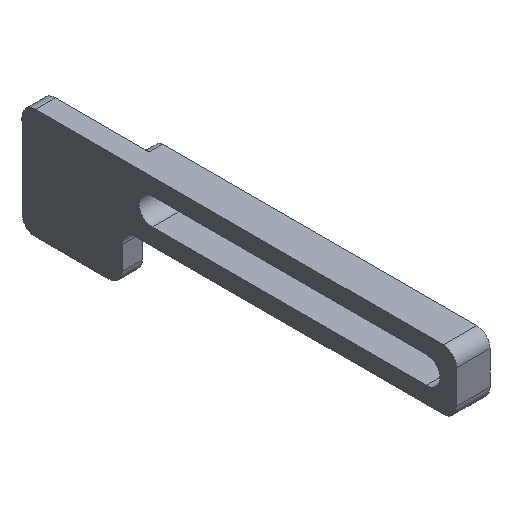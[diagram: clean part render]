
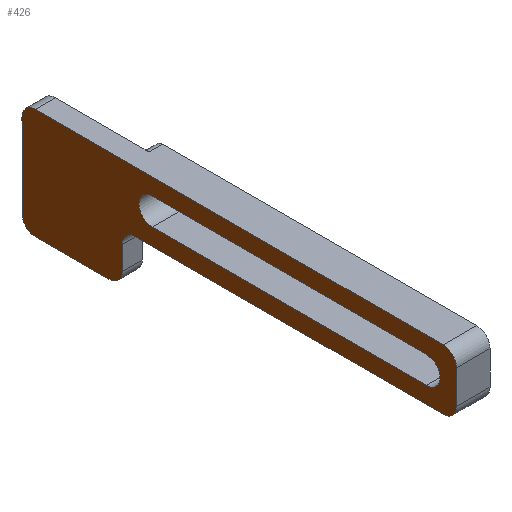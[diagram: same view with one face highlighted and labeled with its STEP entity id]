
A CAD part, isometric view. The second image highlights one B-rep face of the part: STEP entity #426.
In plain terms, the highlighted planar face has unit normal (-1, 0, 0).
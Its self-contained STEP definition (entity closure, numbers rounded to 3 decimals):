
#16=FACE_BOUND('',#74,.T.);
#28=PLANE('',#482);
#50=FACE_OUTER_BOUND('',#73,.T.);
#73=EDGE_LOOP('',(#379,#380,#381,#382,#383,#384,#385,#386,#387,#388,#389,
#390));
#74=EDGE_LOOP('',(#391,#392,#393,#394));
#81=LINE('',#628,#121);
#86=LINE('',#643,#126);
#97=LINE('',#683,#137);
#104=LINE('',#703,#144);
#108=LINE('',#714,#148);
#111=LINE('',#722,#151);
#113=LINE('',#728,#153);
#114=LINE('',#730,#154);
#121=VECTOR('',#499,10.);
#126=VECTOR('',#512,10.);
#137=VECTOR('',#553,10.);
#144=VECTOR('',#572,10.);
#148=VECTOR('',#586,10.);
#151=VECTOR('',#595,10.);
#153=VECTOR('',#603,10.);
#154=VECTOR('',#606,10.);
#156=CIRCLE('',#443,2.);
#158=CIRCLE('',#447,2.);
#166=CIRCLE('',#461,2.);
#170=CIRCLE('',#468,2.);
#171=CIRCLE('',#471,2.);
#172=CIRCLE('',#473,2.);
#173=CIRCLE('',#476,2.);
#174=CIRCLE('',#479,2.);
#177=VERTEX_POINT('',#614);
#178=VERTEX_POINT('',#616);
#182=VERTEX_POINT('',#626);
#185=VERTEX_POINT('',#633);
#186=VERTEX_POINT('',#635);
#188=VERTEX_POINT('',#641);
#199=VERTEX_POINT('',#674);
#200=VERTEX_POINT('',#675);
#207=VERTEX_POINT('',#696);
#208=VERTEX_POINT('',#697);
#209=VERTEX_POINT('',#702);
#210=VERTEX_POINT('',#706);
#211=VERTEX_POINT('',#710);
#212=VERTEX_POINT('',#716);
#213=VERTEX_POINT('',#720);
#214=VERTEX_POINT('',#724);
#217=EDGE_CURVE('',#177,#178,#156,.T.);
#223=EDGE_CURVE('',#177,#182,#81,.T.);
#226=EDGE_CURVE('',#185,#186,#158,.T.);
#230=EDGE_CURVE('',#185,#188,#86,.T.);
#246=EDGE_CURVE('',#199,#200,#166,.T.);
#250=EDGE_CURVE('',#199,#178,#97,.T.);
#257=EDGE_CURVE('',#207,#208,#170,.T.);
#260=EDGE_CURVE('',#209,#208,#104,.T.);
#262=EDGE_CURVE('',#209,#210,#171,.T.);
#265=EDGE_CURVE('',#211,#188,#172,.T.);
#266=EDGE_CURVE('',#211,#186,#108,.T.);
#267=EDGE_CURVE('',#212,#182,#173,.T.);
#270=EDGE_CURVE('',#212,#213,#111,.T.);
#271=EDGE_CURVE('',#214,#213,#174,.T.);
#273=EDGE_CURVE('',#214,#210,#113,.T.);
#274=EDGE_CURVE('',#207,#200,#114,.T.);
#379=ORIENTED_EDGE('',*,*,#246,.F.);
#380=ORIENTED_EDGE('',*,*,#250,.T.);
#381=ORIENTED_EDGE('',*,*,#217,.F.);
#382=ORIENTED_EDGE('',*,*,#223,.T.);
#383=ORIENTED_EDGE('',*,*,#267,.F.);
#384=ORIENTED_EDGE('',*,*,#270,.T.);
#385=ORIENTED_EDGE('',*,*,#271,.F.);
#386=ORIENTED_EDGE('',*,*,#273,.T.);
#387=ORIENTED_EDGE('',*,*,#262,.F.);
#388=ORIENTED_EDGE('',*,*,#260,.T.);
#389=ORIENTED_EDGE('',*,*,#257,.F.);
#390=ORIENTED_EDGE('',*,*,#274,.T.);
#391=ORIENTED_EDGE('',*,*,#265,.F.);
#392=ORIENTED_EDGE('',*,*,#266,.T.);
#393=ORIENTED_EDGE('',*,*,#226,.F.);
#394=ORIENTED_EDGE('',*,*,#230,.T.);
#426=ADVANCED_FACE('',(#50,#16),#28,.T.);
#443=AXIS2_PLACEMENT_3D('',#617,#490,#491);
#447=AXIS2_PLACEMENT_3D('',#636,#505,#506);
#461=AXIS2_PLACEMENT_3D('',#676,#545,#546);
#468=AXIS2_PLACEMENT_3D('',#698,#566,#567);
#471=AXIS2_PLACEMENT_3D('',#707,#576,#577);
#473=AXIS2_PLACEMENT_3D('',#712,#582,#583);
#476=AXIS2_PLACEMENT_3D('',#717,#589,#590);
#479=AXIS2_PLACEMENT_3D('',#725,#598,#599);
#482=AXIS2_PLACEMENT_3D('',#731,#607,#608);
#490=DIRECTION('center_axis',(-1.,0.,0.));
#491=DIRECTION('ref_axis',(0.,0.707,0.707));
#499=DIRECTION('',(0.,-1.,0.));
#505=DIRECTION('center_axis',(-1.,0.,0.));
#506=DIRECTION('ref_axis',(0.,0.707,0.707));
#512=DIRECTION('',(0.,-1.,0.));
#545=DIRECTION('center_axis',(1.,0.,0.));
#546=DIRECTION('ref_axis',(0.,-0.707,-0.707));
#553=DIRECTION('',(0.,0.,1.));
#566=DIRECTION('center_axis',(1.,0.,0.));
#567=DIRECTION('ref_axis',(0.,0.707,-0.707));
#572=DIRECTION('',(0.,0.,-1.));
#576=DIRECTION('center_axis',(1.,0.,0.));
#577=DIRECTION('ref_axis',(0.,0.707,0.707));
#582=DIRECTION('center_axis',(-1.,0.,0.));
#583=DIRECTION('ref_axis',(0.,-0.707,-0.707));
#586=DIRECTION('',(0.,1.,0.));
#589=DIRECTION('center_axis',(1.,0.,0.));
#590=DIRECTION('ref_axis',(0.,-0.707,-0.707));
#595=DIRECTION('',(0.,0.,1.));
#598=DIRECTION('center_axis',(1.,0.,0.));
#599=DIRECTION('ref_axis',(0.,-0.707,0.707));
#603=DIRECTION('',(0.,1.,0.));
#606=DIRECTION('',(0.,-1.,0.));
#607=DIRECTION('center_axis',(-1.,0.,0.));
#608=DIRECTION('ref_axis',(0.,0.,1.));
#614=CARTESIAN_POINT('',(-33.5,-230.854,-219.));
#616=CARTESIAN_POINT('',(-33.5,-228.854,-221.));
#617=CARTESIAN_POINT('Origin',(-33.5,-230.854,-221.));
#626=CARTESIAN_POINT('',(-33.5,-276.854,-219.));
#628=CARTESIAN_POINT('',(-33.5,-228.854,-219.));
#633=CARTESIAN_POINT('',(-33.5,-233.354,-212.5));
#635=CARTESIAN_POINT('',(-33.5,-233.354,-216.5));
#636=CARTESIAN_POINT('Origin',(-33.5,-233.354,-214.5));
#641=CARTESIAN_POINT('',(-33.5,-274.354,-212.5));
#643=CARTESIAN_POINT('',(-33.5,-276.354,-212.5));
#674=CARTESIAN_POINT('',(-33.5,-228.854,-224.5));
#675=CARTESIAN_POINT('',(-33.5,-226.854,-226.5));
#676=CARTESIAN_POINT('Origin',(-33.5,-226.854,-224.5));
#683=CARTESIAN_POINT('',(-33.5,-228.854,-210.));
#696=CARTESIAN_POINT('',(-33.5,-215.854,-226.5));
#697=CARTESIAN_POINT('',(-33.5,-213.854,-224.5));
#698=CARTESIAN_POINT('Origin',(-33.5,-215.854,-224.5));
#702=CARTESIAN_POINT('',(-33.5,-213.854,-212.));
#703=CARTESIAN_POINT('',(-33.5,-213.854,-226.5));
#706=CARTESIAN_POINT('',(-33.5,-215.854,-210.));
#707=CARTESIAN_POINT('Origin',(-33.5,-215.854,-212.));
#710=CARTESIAN_POINT('',(-33.5,-274.354,-216.5));
#712=CARTESIAN_POINT('Origin',(-33.5,-274.354,-214.5));
#714=CARTESIAN_POINT('',(-33.5,-231.354,-216.5));
#716=CARTESIAN_POINT('',(-33.5,-278.854,-217.));
#717=CARTESIAN_POINT('Origin',(-33.5,-276.854,-217.));
#720=CARTESIAN_POINT('',(-33.5,-278.854,-212.));
#722=CARTESIAN_POINT('',(-33.5,-278.854,-219.));
#724=CARTESIAN_POINT('',(-33.5,-276.854,-210.));
#725=CARTESIAN_POINT('Origin',(-33.5,-276.854,-212.));
#728=CARTESIAN_POINT('',(-33.5,-278.854,-210.));
#730=CARTESIAN_POINT('',(-33.5,-228.854,-226.5));
#731=CARTESIAN_POINT('Origin',(-33.5,-246.354,-218.25));
